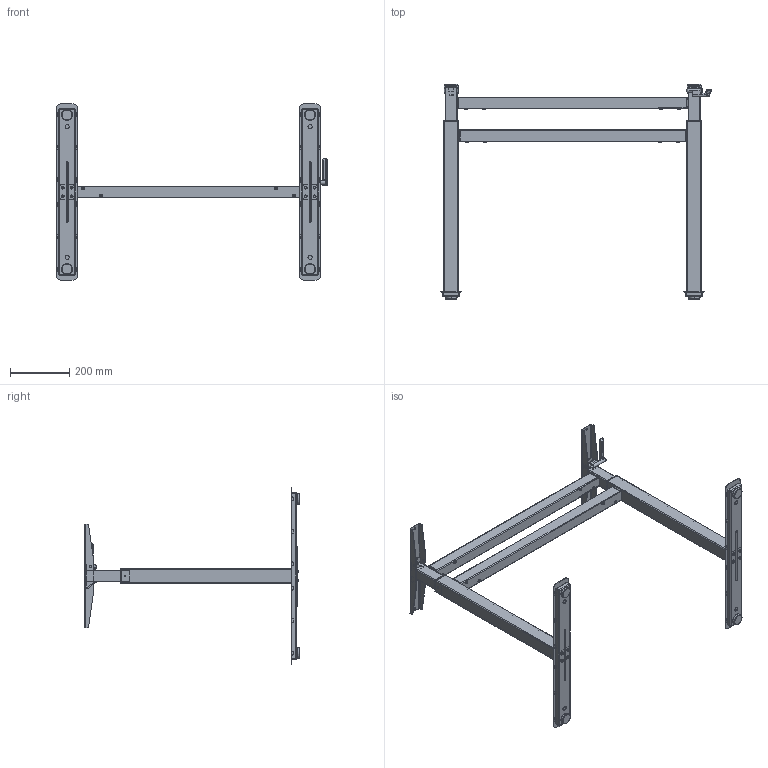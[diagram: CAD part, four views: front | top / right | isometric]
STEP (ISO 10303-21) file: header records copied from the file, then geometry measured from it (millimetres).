
FILE_DESCRIPTION (( 'STEP AP203' ), '1' );
FILE_NAME ('Revolution T-G, dummy_01_5195xx.STEP', '2023-04-26T12:07:06', ( '' ), ( '' ), 'SwSTEP 2.0', 'SolidWorks 2021', '' );
FILE_SCHEMA (( 'CONFIG_CONTROL_DESIGN' ));
Length unit declared in the file: millimetre
Products named in the file (1): Revolution T-G, dummy_01_5195xx
Bounding box: 912 x 725 x 595 mm (x, y, z)
Surface area: 1126959.9 mm2 (no closed solid volume)
Topology: 0 solids, 316 shells, 942 faces, 3505 edges, 2801 vertices
Faces by surface type: plane 347, cylinder 280, torus 144, bspline 108, sphere 37, cone 26
Entity records: 42402 total; most frequent: CARTESIAN_POINT 14480, DIRECTION 5702, ORIENTED_EDGE 4545, EDGE_CURVE 3475, VERTEX_POINT 2801, AXIS2_PLACEMENT_3D 1963, LINE 1776, VECTOR 1776
